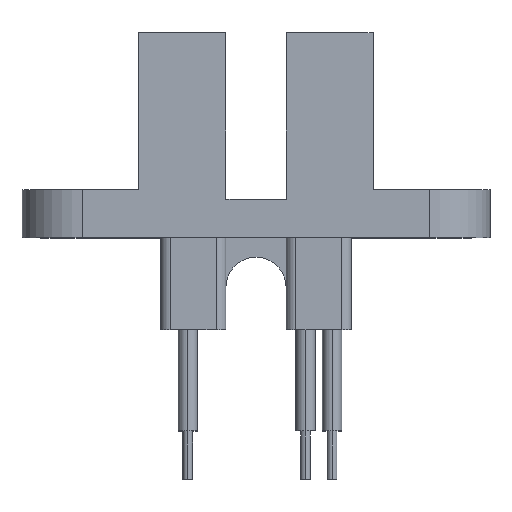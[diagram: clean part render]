
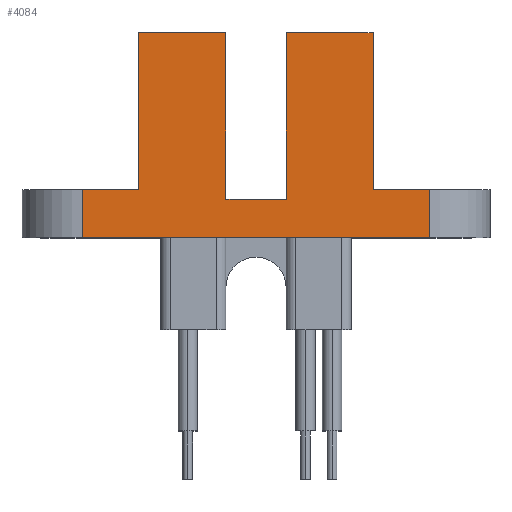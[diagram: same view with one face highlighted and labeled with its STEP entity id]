
A CAD part, top view. The second image highlights one B-rep face of the part: STEP entity #4084.
In plain terms, the highlighted planar face has unit normal (0, 0, 1).
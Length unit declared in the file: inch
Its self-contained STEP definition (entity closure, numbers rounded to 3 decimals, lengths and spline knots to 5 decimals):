
#118 = LINE ( 'NONE', #2247, #1449 ) ;
#152 = VECTOR ( 'NONE', #5534, 39.37008 ) ;
#185 = CARTESIAN_POINT ( 'NONE',  ( 0.35984, 0.1, 0.125 ) ) ;
#214 = LINE ( 'NONE', #1415, #1865 ) ;
#463 = VERTEX_POINT ( 'NONE', #4297 ) ;
#491 = EDGE_CURVE ( 'NONE', #1691, #5521, #590, .T. ) ;
#546 = VECTOR ( 'NONE', #1197, 39.37008 ) ;
#590 = LINE ( 'NONE', #2546, #4996 ) ;
#640 = DIRECTION ( 'NONE',  ( 0., -1., 0. ) ) ;
#717 = ORIENTED_EDGE ( 'NONE', *, *, #1121, .F. ) ;
#762 = VERTEX_POINT ( 'NONE', #5342 ) ;
#787 = ORIENTED_EDGE ( 'NONE', *, *, #1544, .F. ) ;
#1003 = LINE ( 'NONE', #1407, #3339 ) ;
#1044 = EDGE_CURVE ( 'NONE', #3384, #4837, #118, .T. ) ;
#1058 = ORIENTED_EDGE ( 'NONE', *, *, #5210, .F. ) ;
#1066 = VECTOR ( 'NONE', #5285, 39.37008 ) ;
#1075 = CARTESIAN_POINT ( 'NONE',  ( -0.2425, 0.425, 0.125 ) ) ;
#1086 = VECTOR ( 'NONE', #3188, 39.37008 ) ;
#1121 = EDGE_CURVE ( 'NONE', #762, #3812, #4999, .T. ) ;
#1169 = EDGE_LOOP ( 'NONE', ( #2411, #787, #1058, #3505, #5473, #3328, #2324, #3785, #2937, #2180, #717, #3577 ) ) ;
#1172 = DIRECTION ( 'NONE',  ( 0., 0., -1. ) ) ;
#1197 = DIRECTION ( 'NONE',  ( 0., -1., 0. ) ) ;
#1344 = DIRECTION ( 'NONE',  ( 1., 0., 0. ) ) ;
#1349 = DIRECTION ( 'NONE',  ( 0., 1., 0. ) ) ;
#1407 = CARTESIAN_POINT ( 'NONE',  ( -0.35984, 0.1, 0.125 ) ) ;
#1415 = CARTESIAN_POINT ( 'NONE',  ( 0.2425, 0.425, 0.125 ) ) ;
#1449 = VECTOR ( 'NONE', #5249, 39.37008 ) ;
#1464 = VECTOR ( 'NONE', #1344, 39.37008 ) ;
#1544 = EDGE_CURVE ( 'NONE', #3507, #3525, #4070, .T. ) ;
#1549 = DIRECTION ( 'NONE',  ( 1., 0., 0. ) ) ;
#1607 = FACE_OUTER_BOUND ( 'NONE', #1169, .T. ) ;
#1691 = VERTEX_POINT ( 'NONE', #3674 ) ;
#1699 = VERTEX_POINT ( 'NONE', #4157 ) ;
#1701 = CARTESIAN_POINT ( 'NONE',  ( -0.2425, 0.1, 0.125 ) ) ;
#1778 = VECTOR ( 'NONE', #3650, 39.37008 ) ;
#1865 = VECTOR ( 'NONE', #640, 39.37008 ) ;
#2026 = EDGE_CURVE ( 'NONE', #3525, #2941, #2245, .T. ) ;
#2180 = ORIENTED_EDGE ( 'NONE', *, *, #4150, .F. ) ;
#2245 = LINE ( 'NONE', #1075, #1778 ) ;
#2247 = CARTESIAN_POINT ( 'NONE',  ( -0.2425, 0.425, 0.125 ) ) ;
#2324 = ORIENTED_EDGE ( 'NONE', *, *, #3622, .T. ) ;
#2352 = CARTESIAN_POINT ( 'NONE',  ( -0.2425, 0.425, 0.125 ) ) ;
#2411 = ORIENTED_EDGE ( 'NONE', *, *, #2026, .F. ) ;
#2480 = CARTESIAN_POINT ( 'NONE',  ( 0.0628, 0.425, 0.125 ) ) ;
#2538 = CARTESIAN_POINT ( 'NONE',  ( 0.35984, 0.1, 0.125 ) ) ;
#2546 = CARTESIAN_POINT ( 'NONE',  ( -0.2425, 0., 0.125 ) ) ;
#2738 = LINE ( 'NONE', #2983, #1464 ) ;
#2782 = CARTESIAN_POINT ( 'NONE',  ( 0.35984, 0., 0.125 ) ) ;
#2937 = ORIENTED_EDGE ( 'NONE', *, *, #491, .T. ) ;
#2941 = VERTEX_POINT ( 'NONE', #3720 ) ;
#2966 = DIRECTION ( 'NONE',  ( 1., 0., 0. ) ) ;
#2983 = CARTESIAN_POINT ( 'NONE',  ( -0.0622, 0.08, 0.125 ) ) ;
#3017 = VERTEX_POINT ( 'NONE', #1701 ) ;
#3188 = DIRECTION ( 'NONE',  ( -1., 0., 0. ) ) ;
#3328 = ORIENTED_EDGE ( 'NONE', *, *, #5038, .T. ) ;
#3337 = PLANE ( 'NONE',  #3909 ) ;
#3339 = VECTOR ( 'NONE', #5264, 39.37008 ) ;
#3384 = VERTEX_POINT ( 'NONE', #2352 ) ;
#3399 = LINE ( 'NONE', #4233, #546 ) ;
#3486 = LINE ( 'NONE', #4079, #1086 ) ;
#3505 = ORIENTED_EDGE ( 'NONE', *, *, #4705, .T. ) ;
#3507 = VERTEX_POINT ( 'NONE', #5459 ) ;
#3523 = VECTOR ( 'NONE', #1349, 39.37008 ) ;
#3525 = VERTEX_POINT ( 'NONE', #2480 ) ;
#3577 = ORIENTED_EDGE ( 'NONE', *, *, #4499, .F. ) ;
#3622 = EDGE_CURVE ( 'NONE', #3017, #463, #3486, .T. ) ;
#3647 = VECTOR ( 'NONE', #1549, 39.37008 ) ;
#3650 = DIRECTION ( 'NONE',  ( 1., 0., 0. ) ) ;
#3674 = CARTESIAN_POINT ( 'NONE',  ( -0.35984, 0., 0.125 ) ) ;
#3720 = CARTESIAN_POINT ( 'NONE',  ( 0.2425, 0.425, 0.125 ) ) ;
#3763 = CARTESIAN_POINT ( 'NONE',  ( -0.2425, 0.425, 0.125 ) ) ;
#3785 = ORIENTED_EDGE ( 'NONE', *, *, #4785, .T. ) ;
#3812 = VERTEX_POINT ( 'NONE', #2538 ) ;
#3909 = AXIS2_PLACEMENT_3D ( 'NONE', #3763, #1172, #4166 ) ;
#3960 = CARTESIAN_POINT ( 'NONE',  ( 0.0628, 0.08, 0.125 ) ) ;
#4061 = CARTESIAN_POINT ( 'NONE',  ( -0.0622, 0.425, 0.125 ) ) ;
#4070 = LINE ( 'NONE', #3960, #3523 ) ;
#4079 = CARTESIAN_POINT ( 'NONE',  ( -0.35984, 0.1, 0.125 ) ) ;
#4084 = ADVANCED_FACE ( 'NONE', ( #1607 ), #3337, .F. ) ;
#4150 = EDGE_CURVE ( 'NONE', #3812, #5521, #5104, .T. ) ;
#4157 = CARTESIAN_POINT ( 'NONE',  ( -0.0622, 0.08, 0.125 ) ) ;
#4166 = DIRECTION ( 'NONE',  ( -1., 0., 0. ) ) ;
#4233 = CARTESIAN_POINT ( 'NONE',  ( -0.2425, 0.425, 0.125 ) ) ;
#4297 = CARTESIAN_POINT ( 'NONE',  ( -0.35984, 0.1, 0.125 ) ) ;
#4368 = CARTESIAN_POINT ( 'NONE',  ( -0.0622, 0.08, 0.125 ) ) ;
#4499 = EDGE_CURVE ( 'NONE', #2941, #762, #214, .T. ) ;
#4703 = CARTESIAN_POINT ( 'NONE',  ( 0.35984, 0.1, 0.125 ) ) ;
#4705 = EDGE_CURVE ( 'NONE', #1699, #4837, #4823, .T. ) ;
#4785 = EDGE_CURVE ( 'NONE', #463, #1691, #1003, .T. ) ;
#4823 = LINE ( 'NONE', #4368, #1066 ) ;
#4837 = VERTEX_POINT ( 'NONE', #4061 ) ;
#4996 = VECTOR ( 'NONE', #2966, 39.37008 ) ;
#4999 = LINE ( 'NONE', #185, #3647 ) ;
#5038 = EDGE_CURVE ( 'NONE', #3384, #3017, #3399, .T. ) ;
#5104 = LINE ( 'NONE', #4703, #152 ) ;
#5210 = EDGE_CURVE ( 'NONE', #1699, #3507, #2738, .T. ) ;
#5249 = DIRECTION ( 'NONE',  ( 1., 0., 0. ) ) ;
#5264 = DIRECTION ( 'NONE',  ( 0., -1., 0. ) ) ;
#5285 = DIRECTION ( 'NONE',  ( 0., 1., 0. ) ) ;
#5342 = CARTESIAN_POINT ( 'NONE',  ( 0.2425, 0.1, 0.125 ) ) ;
#5459 = CARTESIAN_POINT ( 'NONE',  ( 0.0628, 0.08, 0.125 ) ) ;
#5473 = ORIENTED_EDGE ( 'NONE', *, *, #1044, .F. ) ;
#5521 = VERTEX_POINT ( 'NONE', #2782 ) ;
#5534 = DIRECTION ( 'NONE',  ( 0., -1., 0. ) ) ;
